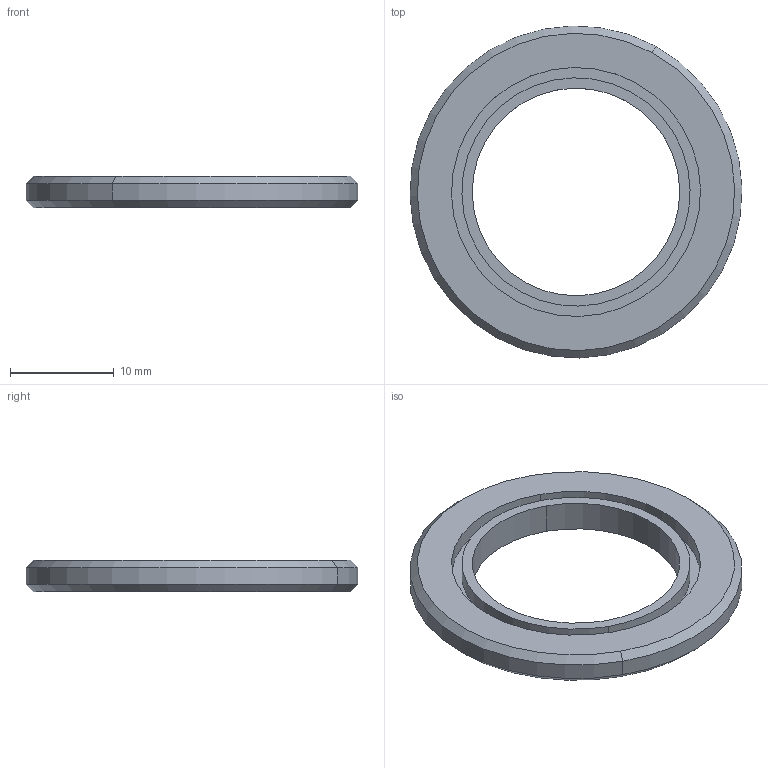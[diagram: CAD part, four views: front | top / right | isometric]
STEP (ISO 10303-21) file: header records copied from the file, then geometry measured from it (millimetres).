
FILE_DESCRIPTION(('CATIA V5 STEP Exchange'),'2;1');
FILE_NAME('Joint.stp','2018-10-01T09:18:05+00:00',('none'),('none'),'CATIA Version 5 Release 19 SP 6 (IN-10)','CATIA V5 STEP AP203','none');
FILE_SCHEMA(('CONFIG_CONTROL_DESIGN'));
Length unit declared in the file: millimetre
Products named in the file (1): Joint
Bounding box: 31.99 x 31.99 x 3 mm (x, y, z)
Volume: 1180.4 mm3; surface area: 1866.3 mm2
Topology: 1 solids, 1 shells, 22 faces, 44 edges, 28 vertices
Faces by surface type: cylinder 12, plane 6, cone 4
Entity records: 547 total; most frequent: ORIENTED_EDGE 88, CARTESIAN_POINT 84, DIRECTION 66, EDGE_CURVE 44, AXIS2_PLACEMENT_3D 40, CIRCLE 28, EDGE_LOOP 28, VERTEX_POINT 28
